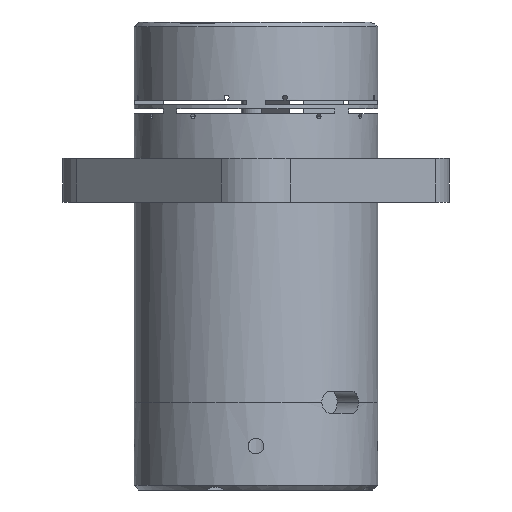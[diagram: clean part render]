
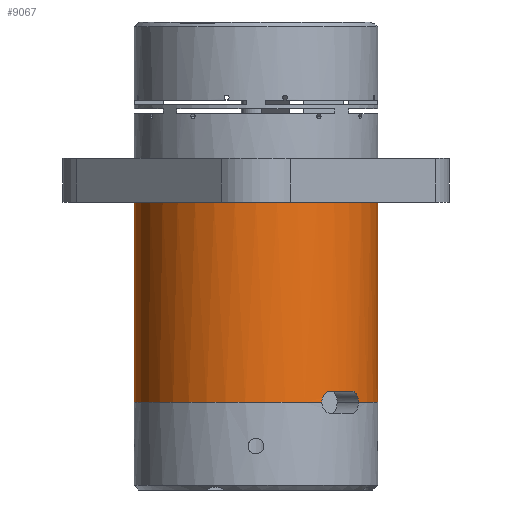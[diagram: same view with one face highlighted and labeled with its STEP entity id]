
A CAD part, front view. The second image highlights one B-rep face of the part: STEP entity #9067.
In plain terms, the highlighted cylindrical face has radius 12.5 mm (diameter 25 mm), a partial arc.
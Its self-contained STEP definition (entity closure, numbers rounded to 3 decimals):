
#57 = CARTESIAN_POINT ( 'NONE',  ( -12.5, 0., 20.5 ) ) ;
#199 = DIRECTION ( 'NONE',  ( 0., 0., 1. ) ) ;
#207 = AXIS2_PLACEMENT_3D ( 'NONE', #2198, #2276, #2314 ) ;
#263 = CARTESIAN_POINT ( 'NONE',  ( 0., 0., 20.5 ) ) ;
#283 = EDGE_CURVE ( 'NONE', #10140, #10242, #8904, .T. ) ;
#362 = EDGE_CURVE ( 'NONE', #3896, #9988, #10304, .T. ) ;
#445 = B_SPLINE_CURVE_WITH_KNOTS ( 'NONE', 3,
 ( #2454, #9510, #8947, #4887, #7889, #9847, #6942, #1307, #9036, #1426 ),
 .UNSPECIFIED., .F., .F.,
 ( 4, 2, 2, 2, 4 ),
 ( 0., 0., 0.001, 0.001, 0.002 ),
 .UNSPECIFIED. ) ;
#476 = AXIS2_PLACEMENT_3D ( 'NONE', #7533, #9817, #8632 ) ;
#505 = CARTESIAN_POINT ( 'NONE',  ( 6.764, -10.512, 0.153 ) ) ;
#605 = CARTESIAN_POINT ( 'NONE',  ( 0., 0., 0. ) ) ;
#799 = CARTESIAN_POINT ( 'NONE',  ( 10.512, -6.764, 0. ) ) ;
#915 = DIRECTION ( 'NONE',  ( 1., 0., 0. ) ) ;
#963 = ORIENTED_EDGE ( 'NONE', *, *, #3901, .T. ) ;
#1011 = CIRCLE ( 'NONE', #10057, 12.5 ) ;
#1212 = ORIENTED_EDGE ( 'NONE', *, *, #362, .T. ) ;
#1307 = CARTESIAN_POINT ( 'NONE',  ( 10.495, -6.791, 0.305 ) ) ;
#1360 = CARTESIAN_POINT ( 'NONE',  ( 6.764, -10.512, 0. ) ) ;
#1401 = CARTESIAN_POINT ( 'NONE',  ( 6.89, -10.43, 0.582 ) ) ;
#1426 = CARTESIAN_POINT ( 'NONE',  ( 10.512, -6.764, 0. ) ) ;
#1437 = CARTESIAN_POINT ( 'NONE',  ( 6.963, -10.382, 0.709 ) ) ;
#1589 = VERTEX_POINT ( 'NONE', #8579 ) ;
#1804 = EDGE_CURVE ( 'NONE', #10242, #3059, #445, .T. ) ;
#2133 = CARTESIAN_POINT ( 'NONE',  ( 7.247, -10.186, 1.005 ) ) ;
#2167 = CIRCLE ( 'NONE', #5004, 12.5 ) ;
#2168 = CARTESIAN_POINT ( 'NONE',  ( 7.141, -10.26, 0.92 ) ) ;
#2198 = CARTESIAN_POINT ( 'NONE',  ( 0., 0., 0. ) ) ;
#2276 = DIRECTION ( 'NONE',  ( 0., 0., 1. ) ) ;
#2314 = DIRECTION ( 'NONE',  ( 1., 0., 0. ) ) ;
#2412 = CYLINDRICAL_SURFACE ( 'NONE', #6568, 12.5 ) ;
#2454 = CARTESIAN_POINT ( 'NONE',  ( 9.836, -7.714, 1.15 ) ) ;
#2789 = ORIENTED_EDGE ( 'NONE', *, *, #8604, .F. ) ;
#2801 = ORIENTED_EDGE ( 'NONE', *, *, #283, .T. ) ;
#2886 = CARTESIAN_POINT ( 'NONE',  ( 7.594, -9.93, 1.15 ) ) ;
#2924 = CARTESIAN_POINT ( 'NONE',  ( 7.473, -10.021, 1.12 ) ) ;
#3059 = VERTEX_POINT ( 'NONE', #799 ) ;
#3193 = B_SPLINE_CURVE_WITH_KNOTS ( 'NONE', 3,
 ( #1360, #505, #7151, #1401, #1437, #2168, #2133, #2924, #2886, #3708 ),
 .UNSPECIFIED., .F., .F.,
 ( 4, 2, 2, 2, 4 ),
 ( 0., 0., 0.001, 0.001, 0.002 ),
 .UNSPECIFIED. ) ;
#3228 = DIRECTION ( 'NONE',  ( 0., 0., -1. ) ) ;
#3368 = CARTESIAN_POINT ( 'NONE',  ( 7.714, -9.836, 1.15 ) ) ;
#3478 = CARTESIAN_POINT ( 'NONE',  ( -12.5, 0., 0. ) ) ;
#3666 = ORIENTED_EDGE ( 'NONE', *, *, #1804, .T. ) ;
#3708 = CARTESIAN_POINT ( 'NONE',  ( 7.714, -9.836, 1.15 ) ) ;
#3896 = VERTEX_POINT ( 'NONE', #3478 ) ;
#3901 = EDGE_CURVE ( 'NONE', #3059, #6825, #1011, .T. ) ;
#3944 = EDGE_LOOP ( 'NONE', ( #2789, #4060, #8726, #1212, #9841, #2801, #3666, #963 ) ) ;
#3954 = DIRECTION ( 'NONE',  ( -1., 0., 0. ) ) ;
#4060 = ORIENTED_EDGE ( 'NONE', *, *, #7667, .T. ) ;
#4361 = CARTESIAN_POINT ( 'NONE',  ( 9.836, -7.714, 1.15 ) ) ;
#4887 = CARTESIAN_POINT ( 'NONE',  ( 10.186, -7.247, 1.006 ) ) ;
#4940 = VERTEX_POINT ( 'NONE', #57 ) ;
#5004 = AXIS2_PLACEMENT_3D ( 'NONE', #263, #3228, #6533 ) ;
#5383 = EDGE_CURVE ( 'NONE', #9988, #10140, #3193, .T. ) ;
#5603 = DIRECTION ( 'NONE',  ( 0., 0., -1. ) ) ;
#5702 = EDGE_CURVE ( 'NONE', #4940, #3896, #9848, .T. ) ;
#6533 = DIRECTION ( 'NONE',  ( -1., 0., 0. ) ) ;
#6568 = AXIS2_PLACEMENT_3D ( 'NONE', #8926, #5603, #3954 ) ;
#6825 = VERTEX_POINT ( 'NONE', #7516 ) ;
#6854 = LINE ( 'NONE', #7611, #7096 ) ;
#6942 = CARTESIAN_POINT ( 'NONE',  ( 10.43, -6.89, 0.582 ) ) ;
#7096 = VECTOR ( 'NONE', #7577, 1000. ) ;
#7151 = CARTESIAN_POINT ( 'NONE',  ( 6.79, -10.495, 0.303 ) ) ;
#7516 = CARTESIAN_POINT ( 'NONE',  ( 12.5, 0., 0. ) ) ;
#7533 = CARTESIAN_POINT ( 'NONE',  ( 0., 0., 1.15 ) ) ;
#7577 = DIRECTION ( 'NONE',  ( 0., 0., -1. ) ) ;
#7611 = CARTESIAN_POINT ( 'NONE',  ( 12.5, 0., 39. ) ) ;
#7667 = EDGE_CURVE ( 'NONE', #1589, #4940, #2167, .T. ) ;
#7889 = CARTESIAN_POINT ( 'NONE',  ( 10.26, -7.141, 0.921 ) ) ;
#8579 = CARTESIAN_POINT ( 'NONE',  ( 12.5, 0., 20.5 ) ) ;
#8604 = EDGE_CURVE ( 'NONE', #1589, #6825, #6854, .T. ) ;
#8632 = DIRECTION ( 'NONE',  ( 1., 0., 0. ) ) ;
#8726 = ORIENTED_EDGE ( 'NONE', *, *, #5702, .T. ) ;
#8904 = CIRCLE ( 'NONE', #476, 12.5 ) ;
#8926 = CARTESIAN_POINT ( 'NONE',  ( 0., 0., 39. ) ) ;
#8947 = CARTESIAN_POINT ( 'NONE',  ( 10.02, -7.474, 1.12 ) ) ;
#9036 = CARTESIAN_POINT ( 'NONE',  ( 10.512, -6.764, 0.153 ) ) ;
#9067 = ADVANCED_FACE ( 'NONE', ( #9260 ), #2412, .T. ) ;
#9260 = FACE_OUTER_BOUND ( 'NONE', #3944, .T. ) ;
#9510 = CARTESIAN_POINT ( 'NONE',  ( 9.93, -7.594, 1.15 ) ) ;
#9574 = VECTOR ( 'NONE', #9910, 1000. ) ;
#9755 = CARTESIAN_POINT ( 'NONE',  ( 6.764, -10.512, 0. ) ) ;
#9817 = DIRECTION ( 'NONE',  ( 0., 0., 1. ) ) ;
#9841 = ORIENTED_EDGE ( 'NONE', *, *, #5383, .T. ) ;
#9847 = CARTESIAN_POINT ( 'NONE',  ( 10.382, -6.963, 0.71 ) ) ;
#9848 = LINE ( 'NONE', #10625, #9574 ) ;
#9910 = DIRECTION ( 'NONE',  ( 0., 0., -1. ) ) ;
#9988 = VERTEX_POINT ( 'NONE', #9755 ) ;
#10057 = AXIS2_PLACEMENT_3D ( 'NONE', #605, #199, #915 ) ;
#10140 = VERTEX_POINT ( 'NONE', #3368 ) ;
#10242 = VERTEX_POINT ( 'NONE', #4361 ) ;
#10304 = CIRCLE ( 'NONE', #207, 12.5 ) ;
#10625 = CARTESIAN_POINT ( 'NONE',  ( -12.5, 0., 39. ) ) ;
